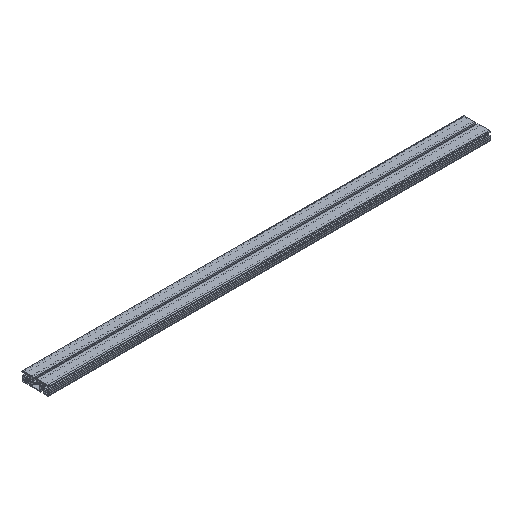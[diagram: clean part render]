
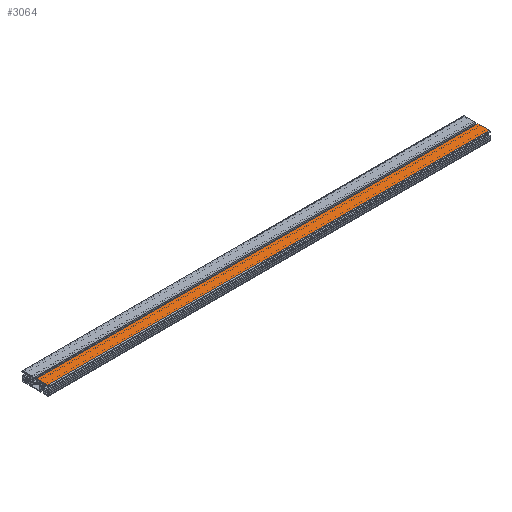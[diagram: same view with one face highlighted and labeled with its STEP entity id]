
A CAD part, isometric view. The second image highlights one B-rep face of the part: STEP entity #3064.
In plain terms, the highlighted planar face has unit normal (0, 0, 1).
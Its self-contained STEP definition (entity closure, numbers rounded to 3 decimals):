
#121=FACE_OUTER_BOUND('',#282,.T.);
#282=EDGE_LOOP('',(#2317,#2318,#2319,#2320));
#524=LINE('',#4386,#884);
#679=LINE('',#4802,#1039);
#680=LINE('',#4806,#1040);
#681=LINE('',#4807,#1041);
#884=VECTOR('',#3485,1.);
#1039=VECTOR('',#3832,1.);
#1040=VECTOR('',#3837,1.);
#1041=VECTOR('',#3838,1.);
#1255=VERTEX_POINT('',#4383);
#1256=VERTEX_POINT('',#4385);
#1421=VERTEX_POINT('',#4801);
#1422=VERTEX_POINT('',#4805);
#1563=EDGE_CURVE('',#1256,#1255,#524,.T.);
#1771=EDGE_CURVE('',#1421,#1256,#679,.T.);
#1773=EDGE_CURVE('',#1422,#1255,#680,.T.);
#1774=EDGE_CURVE('',#1422,#1421,#681,.T.);
#2317=ORIENTED_EDGE('',*,*,#1563,.T.);
#2318=ORIENTED_EDGE('',*,*,#1773,.F.);
#2319=ORIENTED_EDGE('',*,*,#1774,.T.);
#2320=ORIENTED_EDGE('',*,*,#1771,.T.);
#2945=PLANE('',#3287);
#3064=ADVANCED_FACE('',(#121),#2945,.T.);
#3287=AXIS2_PLACEMENT_3D('',#4804,#3835,#3836);
#3485=DIRECTION('',(0.,1.,0.));
#3832=DIRECTION('',(1.,0.,0.));
#3835=DIRECTION('center_axis',(0.,0.,1.));
#3836=DIRECTION('ref_axis',(0.,-1.,0.));
#3837=DIRECTION('',(1.,0.,0.));
#3838=DIRECTION('',(0.,-1.,0.));
#4383=CARTESIAN_POINT('',(1500.,40.85,32.));
#4385=CARTESIAN_POINT('',(1500.,2.5,32.));
#4386=CARTESIAN_POINT('',(1500.,42.925,32.));
#4801=CARTESIAN_POINT('',(0.,2.5,32.));
#4802=CARTESIAN_POINT('',(304.8,2.5,32.));
#4804=CARTESIAN_POINT('Origin',(0.,40.85,32.));
#4805=CARTESIAN_POINT('',(0.,40.85,32.));
#4806=CARTESIAN_POINT('',(304.8,40.85,32.));
#4807=CARTESIAN_POINT('',(0.,40.85,32.));
